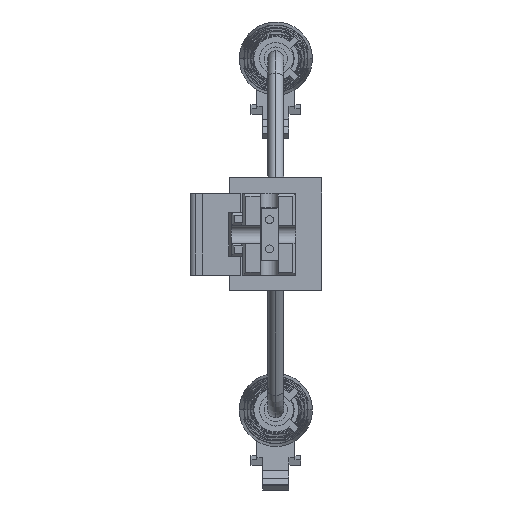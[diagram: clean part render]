
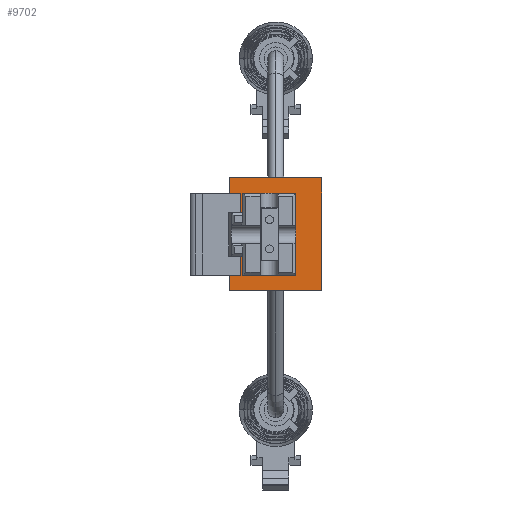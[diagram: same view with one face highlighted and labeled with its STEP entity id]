
A CAD part, left-side view. The second image highlights one B-rep face of the part: STEP entity #9702.
In plain terms, the highlighted face is planar.
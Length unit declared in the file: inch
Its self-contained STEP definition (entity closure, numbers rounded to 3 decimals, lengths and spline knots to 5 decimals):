
#4761 = DIRECTION ( 'NONE',  ( 0., 0., 1. ) ) ;
#4762 = VECTOR ( 'NONE', #4761, 39.37008 ) ;
#4763 = CARTESIAN_POINT ( 'NONE',  ( -0.14, 0.2, -0.0675 ) ) ;
#4764 = LINE ( 'NONE', #4763, #4762 ) ;
#4782 = CARTESIAN_POINT ( 'NONE',  ( 0.1925, 0.2, 0.1575 ) ) ;
#4806 = LINE ( 'NONE', #4873, #4872 ) ;
#4810 = CARTESIAN_POINT ( 'NONE',  ( 0.14, 0.2, -0.0675 ) ) ;
#4811 = DIRECTION ( 'NONE',  ( 0., 0., -1. ) ) ;
#4812 = VECTOR ( 'NONE', #4811, 39.37008 ) ;
#4813 = CARTESIAN_POINT ( 'NONE',  ( 0.14, 0.2, -0.0675 ) ) ;
#4814 = LINE ( 'NONE', #4813, #4812 ) ;
#4815 = DIRECTION ( 'NONE',  ( -1., 0., 0. ) ) ;
#4816 = VECTOR ( 'NONE', #4815, 39.37008 ) ;
#4817 = CARTESIAN_POINT ( 'NONE',  ( -0.1925, 0.2, -0.1575 ) ) ;
#4818 = LINE ( 'NONE', #4817, #4816 ) ;
#4869 = CARTESIAN_POINT ( 'NONE',  ( -0.1925, 0.2, 0.1575 ) ) ;
#4870 = CARTESIAN_POINT ( 'NONE',  ( -0.1925, 0.2, -0.1575 ) ) ;
#4871 = DIRECTION ( 'NONE',  ( 0., 0., 1. ) ) ;
#4872 = VECTOR ( 'NONE', #4871, 39.37008 ) ;
#4873 = CARTESIAN_POINT ( 'NONE',  ( -0.1925, 0.2, 0.1575 ) ) ;
#5021 = CARTESIAN_POINT ( 'NONE',  ( -0.14, 0.2, 0.1125 ) ) ;
#5053 = CARTESIAN_POINT ( 'NONE',  ( 0.14, 0.2, 0.1125 ) ) ;
#5054 = DIRECTION ( 'NONE',  ( 1., 0., 0. ) ) ;
#5055 = VECTOR ( 'NONE', #5054, 39.37008 ) ;
#5056 = CARTESIAN_POINT ( 'NONE',  ( 0.14, 0.2, 0.1125 ) ) ;
#5057 = LINE ( 'NONE', #5056, #5055 ) ;
#8947 = PLANE ( 'NONE',  #8994 ) ;
#8982 = DIRECTION ( 'NONE',  ( -1., 0., 0. ) ) ;
#8983 = VECTOR ( 'NONE', #8982, 39.37008 ) ;
#8984 = CARTESIAN_POINT ( 'NONE',  ( 0.14, 0.2, -0.0675 ) ) ;
#8985 = LINE ( 'NONE', #8984, #8983 ) ;
#8986 = CARTESIAN_POINT ( 'NONE',  ( -0.14, 0.2, -0.0675 ) ) ;
#8991 = DIRECTION ( 'NONE',  ( 0., 0., -1. ) ) ;
#8992 = DIRECTION ( 'NONE',  ( 0., -1., 0. ) ) ;
#8993 = CARTESIAN_POINT ( 'NONE',  ( -0.1925, 0.2, -0.1575 ) ) ;
#8994 = AXIS2_PLACEMENT_3D ( 'NONE', #8993, #8992, #8991 ) ;
#8995 = FACE_BOUND ( 'NONE', #9657, .T. ) ;
#8996 = FACE_OUTER_BOUND ( 'NONE', #9703, .T. ) ;
#9072 = CARTESIAN_POINT ( 'NONE',  ( 0.1925, 0.2, -0.1575 ) ) ;
#9073 = DIRECTION ( 'NONE',  ( 0., 0., -1. ) ) ;
#9074 = VECTOR ( 'NONE', #9073, 39.37008 ) ;
#9075 = CARTESIAN_POINT ( 'NONE',  ( 0.1925, 0.2, 0.1575 ) ) ;
#9076 = LINE ( 'NONE', #9075, #9074 ) ;
#9077 = DIRECTION ( 'NONE',  ( 1., 0., 0. ) ) ;
#9078 = VECTOR ( 'NONE', #9077, 39.37008 ) ;
#9079 = CARTESIAN_POINT ( 'NONE',  ( -0.1925, 0.2, 0.1575 ) ) ;
#9080 = LINE ( 'NONE', #9079, #9078 ) ;
#9652 = EDGE_CURVE ( 'NONE', #9748, #9750, #9080, .T. ) ;
#9653 = ORIENTED_EDGE ( 'NONE', *, *, #9654, .T. ) ;
#9654 = EDGE_CURVE ( 'NONE', #9750, #9655, #9076, .T. ) ;
#9655 = VERTEX_POINT ( 'NONE', #9072 ) ;
#9656 = ORIENTED_EDGE ( 'NONE', *, *, #9751, .T. ) ;
#9657 = EDGE_LOOP ( 'NONE', ( #9752, #9735, #9736, #9708 ) ) ;
#9702 = ADVANCED_FACE ( 'NONE', ( #8996, #8995 ), #8947, .F. ) ;
#9703 = EDGE_LOOP ( 'NONE', ( #9704, #9749, #9653, #9656 ) ) ;
#9704 = ORIENTED_EDGE ( 'NONE', *, *, #9746, .T. ) ;
#9707 = VERTEX_POINT ( 'NONE', #8986 ) ;
#9708 = ORIENTED_EDGE ( 'NONE', *, *, #9709, .F. ) ;
#9709 = EDGE_CURVE ( 'NONE', #9754, #9707, #8985, .T. ) ;
#9735 = ORIENTED_EDGE ( 'NONE', *, *, #9868, .F. ) ;
#9736 = ORIENTED_EDGE ( 'NONE', *, *, #9737, .F. ) ;
#9737 = EDGE_CURVE ( 'NONE', #9707, #9866, #4764, .T. ) ;
#9746 = EDGE_CURVE ( 'NONE', #9747, #9748, #4806, .T. ) ;
#9747 = VERTEX_POINT ( 'NONE', #4870 ) ;
#9748 = VERTEX_POINT ( 'NONE', #4869 ) ;
#9749 = ORIENTED_EDGE ( 'NONE', *, *, #9652, .T. ) ;
#9750 = VERTEX_POINT ( 'NONE', #4782 ) ;
#9751 = EDGE_CURVE ( 'NONE', #9655, #9747, #4818, .T. ) ;
#9752 = ORIENTED_EDGE ( 'NONE', *, *, #9753, .F. ) ;
#9753 = EDGE_CURVE ( 'NONE', #9869, #9754, #4814, .T. ) ;
#9754 = VERTEX_POINT ( 'NONE', #4810 ) ;
#9866 = VERTEX_POINT ( 'NONE', #5021 ) ;
#9868 = EDGE_CURVE ( 'NONE', #9866, #9869, #5057, .T. ) ;
#9869 = VERTEX_POINT ( 'NONE', #5053 ) ;
